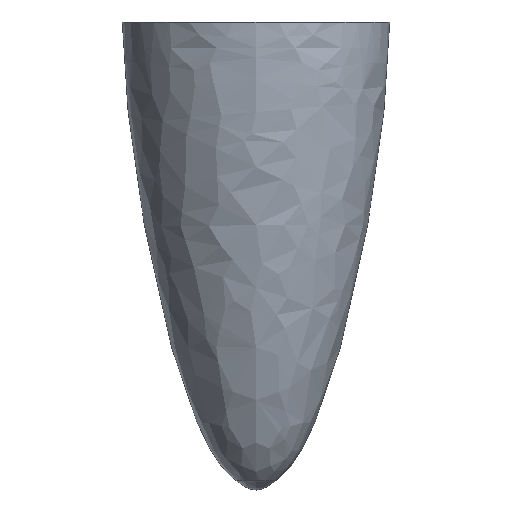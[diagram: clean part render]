
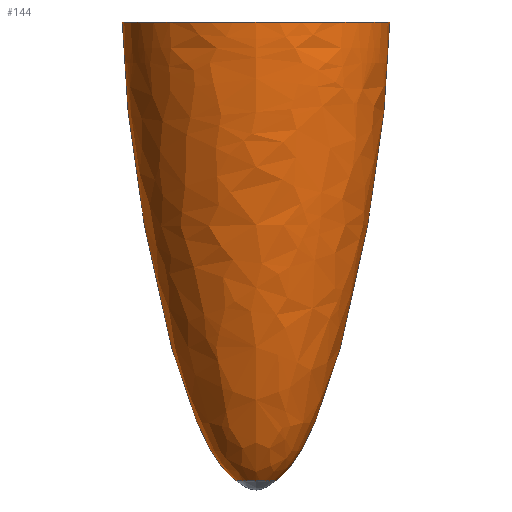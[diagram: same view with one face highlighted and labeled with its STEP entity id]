
A CAD part, top view. The second image highlights one B-rep face of the part: STEP entity #144.
In plain terms, the highlighted free-form (B-spline) face has degree [3, 3] with [5, 4] control points.
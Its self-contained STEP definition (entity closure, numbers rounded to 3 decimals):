
#2 = CARTESIAN_POINT ( 'NONE',  ( -10., 14., 20. ) ) ;
#3 = VERTEX_POINT ( 'NONE', #334 ) ;
#4 = CARTESIAN_POINT ( 'NONE',  ( -6.488, -16.063, 12.977 ) ) ;
#5 = VERTEX_POINT ( 'NONE', #101 ) ;
#13 = CIRCLE ( 'NONE', #78, 10. ) ;
#19 = CARTESIAN_POINT ( 'NONE',  ( 1.5, -20.3, 0. ) ) ;
#30 = CARTESIAN_POINT ( 'NONE',  ( 6.488, -16.063, 0. ) ) ;
#32 = DIRECTION ( 'NONE',  ( -1., 0., 0. ) ) ;
#51 = ORIENTED_EDGE ( 'NONE', *, *, #70, .F. ) ;
#57 = CARTESIAN_POINT ( 'NONE',  ( -1.752, -20.098, 0. ) ) ;
#65 = CARTESIAN_POINT ( 'NONE',  ( -10., 5.649, 0. ) ) ;
#70 = EDGE_CURVE ( 'NONE', #5, #294, #230, .T. ) ;
#76 = CARTESIAN_POINT ( 'NONE',  ( 1.752, -20.098, 0. ) ) ;
#78 = AXIS2_PLACEMENT_3D ( 'NONE', #191, #278, #32 ) ;
#79 = CARTESIAN_POINT ( 'NONE',  ( 10., 14., 20. ) ) ;
#80 = CARTESIAN_POINT ( 'NONE',  ( 1.752, -20.098, 3.503 ) ) ;
#84 = ORIENTED_EDGE ( 'NONE', *, *, #88, .F. ) ;
#88 = EDGE_CURVE ( 'NONE', #3, #5, #13, .T. ) ;
#101 = CARTESIAN_POINT ( 'NONE',  ( 10., 14., 0. ) ) ;
#119 = CARTESIAN_POINT ( 'NONE',  ( -1.5, -20.3, 0. ) ) ;
#120 = FACE_OUTER_BOUND ( 'NONE', #182, .T. ) ;
#126 = EDGE_CURVE ( 'NONE', #202, #294, #348, .T. ) ;
#127 = CARTESIAN_POINT ( 'NONE',  ( 1.5, -20.3, 0. ) ) ;
#129 = CARTESIAN_POINT ( 'NONE',  ( -1.5, -20.3, 0. ) ) ;
#142 = CARTESIAN_POINT ( 'NONE',  ( -1.752, -20.098, 0. ) ) ;
#144 = ADVANCED_FACE ( 'NONE', ( #120 ), #208, .T. ) ;
#147 = CARTESIAN_POINT ( 'NONE',  ( 1.5, -20.3, 0. ) ) ;
#156 = ORIENTED_EDGE ( 'NONE', *, *, #326, .T. ) ;
#158 = AXIS2_PLACEMENT_3D ( 'NONE', #280, #254, #160 ) ;
#160 = DIRECTION ( 'NONE',  ( -1., 0., 0. ) ) ;
#162 = CARTESIAN_POINT ( 'NONE',  ( 1.5, -20.3, 3. ) ) ;
#163 = CARTESIAN_POINT ( 'NONE',  ( 10., 5.649, 20. ) ) ;
#182 = EDGE_LOOP ( 'NONE', ( #51, #84, #156, #341 ) ) ;
#191 = CARTESIAN_POINT ( 'NONE',  ( 0., 14., 0. ) ) ;
#195 = CARTESIAN_POINT ( 'NONE',  ( -6.488, -16.063, 0. ) ) ;
#197 = CARTESIAN_POINT ( 'NONE',  ( 10., 5.649, 0. ) ) ;
#198 = CARTESIAN_POINT ( 'NONE',  ( 6.488, -16.063, 12.977 ) ) ;
#202 = VERTEX_POINT ( 'NONE', #327 ) ;
#208 =( BOUNDED_SURFACE ( )  B_SPLINE_SURFACE ( 3, 3, ( 
 ( #251, #2, #79, #309 ),
 ( #307, #311, #163, #197 ),
 ( #195, #4, #198, #30 ),
 ( #57, #253, #80, #279 ),
 ( #129, #344, #162, #19 ) ),
 .UNSPECIFIED., .F., .F., .F. ) 
 B_SPLINE_SURFACE_WITH_KNOTS ( ( 4, 1, 4 ),
 ( 4, 4 ),
 ( 0., 0.95, 1. ),
 ( 0., 1. ),
 .UNSPECIFIED. ) 
 GEOMETRIC_REPRESENTATION_ITEM ( )  RATIONAL_B_SPLINE_SURFACE ( (
 ( 1., 0.333, 0.333, 1.),
 ( 1., 0.333, 0.333, 1.),
 ( 1., 0.333, 0.333, 1.),
 ( 1., 0.333, 0.333, 1.),
 ( 1., 0.333, 0.333, 1.) ) ) 
 REPRESENTATION_ITEM ( '' )  SURFACE ( )  );
#215 = CARTESIAN_POINT ( 'NONE',  ( 6.488, -16.063, 0. ) ) ;
#230 = B_SPLINE_CURVE_WITH_KNOTS ( 'NONE', 3,
 ( #276, #304, #215, #76, #127 ),
 .UNSPECIFIED., .F., .F.,
 ( 4, 1, 4 ),
 ( 0., 0.95, 1. ),
 .UNSPECIFIED. ) ;
#233 = B_SPLINE_CURVE_WITH_KNOTS ( 'NONE', 3,
 ( #347, #65, #295, #142, #119 ),
 .UNSPECIFIED., .F., .F.,
 ( 4, 1, 4 ),
 ( 0., 0.95, 1. ),
 .UNSPECIFIED. ) ;
#251 = CARTESIAN_POINT ( 'NONE',  ( -10., 14., 0. ) ) ;
#253 = CARTESIAN_POINT ( 'NONE',  ( -1.752, -20.098, 3.503 ) ) ;
#254 = DIRECTION ( 'NONE',  ( 0., 1., 0. ) ) ;
#276 = CARTESIAN_POINT ( 'NONE',  ( 10., 14., 0. ) ) ;
#278 = DIRECTION ( 'NONE',  ( 0., 1., 0. ) ) ;
#279 = CARTESIAN_POINT ( 'NONE',  ( 1.752, -20.098, 0. ) ) ;
#280 = CARTESIAN_POINT ( 'NONE',  ( 0., -20.3, 0. ) ) ;
#294 = VERTEX_POINT ( 'NONE', #147 ) ;
#295 = CARTESIAN_POINT ( 'NONE',  ( -6.488, -16.063, 0. ) ) ;
#304 = CARTESIAN_POINT ( 'NONE',  ( 10., 5.649, 0. ) ) ;
#307 = CARTESIAN_POINT ( 'NONE',  ( -10., 5.649, 0. ) ) ;
#309 = CARTESIAN_POINT ( 'NONE',  ( 10., 14., 0. ) ) ;
#311 = CARTESIAN_POINT ( 'NONE',  ( -10., 5.649, 20. ) ) ;
#326 = EDGE_CURVE ( 'NONE', #3, #202, #233, .T. ) ;
#327 = CARTESIAN_POINT ( 'NONE',  ( -1.5, -20.3, 0. ) ) ;
#334 = CARTESIAN_POINT ( 'NONE',  ( -10., 14., 0. ) ) ;
#341 = ORIENTED_EDGE ( 'NONE', *, *, #126, .T. ) ;
#344 = CARTESIAN_POINT ( 'NONE',  ( -1.5, -20.3, 3. ) ) ;
#347 = CARTESIAN_POINT ( 'NONE',  ( -10., 14., 0. ) ) ;
#348 = CIRCLE ( 'NONE', #158, 1.5 ) ;
